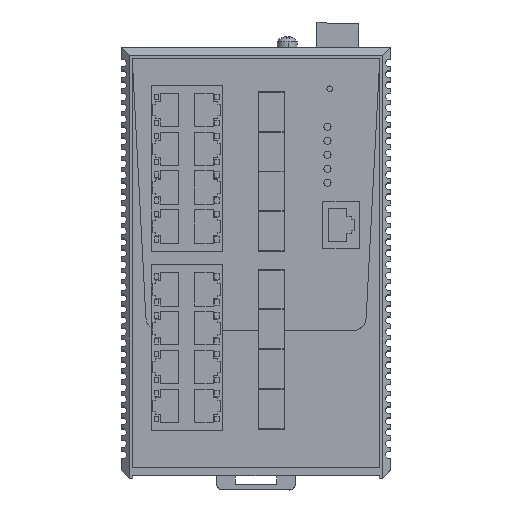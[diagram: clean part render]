
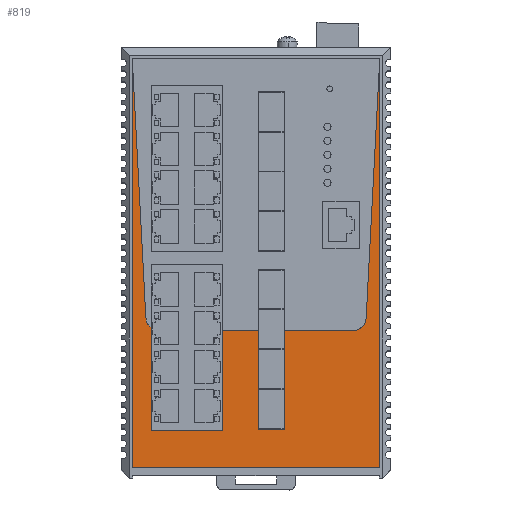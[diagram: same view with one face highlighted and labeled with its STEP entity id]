
A CAD part, top view. The second image highlights one B-rep face of the part: STEP entity #819.
In plain terms, the highlighted planar face has unit normal (0, 0, 1).
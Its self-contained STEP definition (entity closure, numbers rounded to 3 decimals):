
#520=AXIS2_PLACEMENT_3D('Circle Axis2P3D',#518,#519,$) ;
#643=AXIS2_PLACEMENT_3D('Circle Axis2P3D',#641,#642,$) ;
#757=AXIS2_PLACEMENT_3D('Plane Axis2P3D',#754,#755,#756) ;
#373=CARTESIAN_POINT('Vertex',(36.17,56.667,118.4)) ;
#376=CARTESIAN_POINT('Line Origine',(42.585,56.667,118.4)) ;
#380=CARTESIAN_POINT('Vertex',(49.,56.667,118.4)) ;
#396=CARTESIAN_POINT('Line Origine',(49.,39.06,118.4)) ;
#400=CARTESIAN_POINT('Vertex',(49.,21.452,118.4)) ;
#457=CARTESIAN_POINT('Line Origine',(58.453,39.06,118.4)) ;
#461=CARTESIAN_POINT('Vertex',(58.453,21.452,118.4)) ;
#463=CARTESIAN_POINT('Vertex',(58.453,56.667,118.4)) ;
#493=CARTESIAN_POINT('Line Origine',(70.504,56.667,118.4)) ;
#497=CARTESIAN_POINT('Vertex',(82.554,56.667,118.4)) ;
#518=CARTESIAN_POINT('Axis2P3D Location',(82.554,61.667,118.4)) ;
#522=CARTESIAN_POINT('Vertex',(87.547,61.405,118.4)) ;
#543=CARTESIAN_POINT('Line Origine',(89.974,107.702,118.4)) ;
#547=CARTESIAN_POINT('Vertex',(92.4,154.,118.4)) ;
#586=CARTESIAN_POINT('Vertex',(4.,154.,118.4)) ;
#609=CARTESIAN_POINT('Line Origine',(6.426,107.702,118.4)) ;
#613=CARTESIAN_POINT('Vertex',(8.853,61.405,118.4)) ;
#638=CARTESIAN_POINT('Vertex',(10.75,57.74,118.4)) ;
#641=CARTESIAN_POINT('Axis2P3D Location',(13.846,61.667,118.4)) ;
#754=CARTESIAN_POINT('Axis2P3D Location',(48.2,81.,118.4)) ;
#759=CARTESIAN_POINT('Line Origine',(4.,81.,118.4)) ;
#763=CARTESIAN_POINT('Vertex',(4.,8.,118.4)) ;
#766=CARTESIAN_POINT('Line Origine',(48.2,8.,118.4)) ;
#770=CARTESIAN_POINT('Vertex',(92.4,8.,118.4)) ;
#773=CARTESIAN_POINT('Line Origine',(92.4,81.,118.4)) ;
#778=CARTESIAN_POINT('Line Origine',(53.727,21.452,118.4)) ;
#783=CARTESIAN_POINT('Line Origine',(36.17,38.843,118.4)) ;
#787=CARTESIAN_POINT('Vertex',(36.17,21.02,118.4)) ;
#790=CARTESIAN_POINT('Line Origine',(23.46,21.02,118.4)) ;
#794=CARTESIAN_POINT('Vertex',(10.75,21.02,118.4)) ;
#797=CARTESIAN_POINT('Line Origine',(10.75,39.38,118.4)) ;
#377=DIRECTION('Vector Direction',(-1.,0.,0.)) ;
#397=DIRECTION('Vector Direction',(0.,-1.,0.)) ;
#458=DIRECTION('Vector Direction',(0.,1.,0.)) ;
#494=DIRECTION('Vector Direction',(-1.,0.,0.)) ;
#519=DIRECTION('Axis2P3D Direction',(0.,0.,1.)) ;
#544=DIRECTION('Vector Direction',(0.052,0.999,0.)) ;
#610=DIRECTION('Vector Direction',(-0.052,0.999,0.)) ;
#642=DIRECTION('Axis2P3D Direction',(0.,0.,1.)) ;
#755=DIRECTION('Axis2P3D Direction',(0.,0.,1.)) ;
#756=DIRECTION('Axis2P3D XDirection',(1.,0.,0.)) ;
#760=DIRECTION('Vector Direction',(0.,-1.,0.)) ;
#767=DIRECTION('Vector Direction',(-1.,0.,0.)) ;
#774=DIRECTION('Vector Direction',(0.,-1.,0.)) ;
#779=DIRECTION('Vector Direction',(1.,0.,0.)) ;
#784=DIRECTION('Vector Direction',(0.,1.,0.)) ;
#791=DIRECTION('Vector Direction',(1.,0.,0.)) ;
#798=DIRECTION('Vector Direction',(0.,-1.,0.)) ;
#378=VECTOR('Line Direction',#377,1.) ;
#398=VECTOR('Line Direction',#397,1.) ;
#459=VECTOR('Line Direction',#458,1.) ;
#495=VECTOR('Line Direction',#494,1.) ;
#545=VECTOR('Line Direction',#544,1.) ;
#611=VECTOR('Line Direction',#610,1.) ;
#761=VECTOR('Line Direction',#760,1.) ;
#768=VECTOR('Line Direction',#767,1.) ;
#775=VECTOR('Line Direction',#774,1.) ;
#780=VECTOR('Line Direction',#779,1.) ;
#785=VECTOR('Line Direction',#784,1.) ;
#792=VECTOR('Line Direction',#791,1.) ;
#799=VECTOR('Line Direction',#798,1.) ;
#803=ORIENTED_EDGE('',*,*,#645,.F.) ;
#804=ORIENTED_EDGE('',*,*,#615,.F.) ;
#805=ORIENTED_EDGE('',*,*,#765,.T.) ;
#806=ORIENTED_EDGE('',*,*,#772,.F.) ;
#807=ORIENTED_EDGE('',*,*,#777,.F.) ;
#808=ORIENTED_EDGE('',*,*,#549,.F.) ;
#809=ORIENTED_EDGE('',*,*,#524,.F.) ;
#810=ORIENTED_EDGE('',*,*,#499,.T.) ;
#811=ORIENTED_EDGE('',*,*,#465,.F.) ;
#812=ORIENTED_EDGE('',*,*,#782,.F.) ;
#813=ORIENTED_EDGE('',*,*,#402,.F.) ;
#814=ORIENTED_EDGE('',*,*,#382,.T.) ;
#815=ORIENTED_EDGE('',*,*,#789,.F.) ;
#816=ORIENTED_EDGE('',*,*,#796,.F.) ;
#817=ORIENTED_EDGE('',*,*,#801,.F.) ;
#819=ADVANCED_FACE('SWITCH',(#818),#758,.T.) ;
#521=CIRCLE('generated circle',#520,5.) ;
#644=CIRCLE('generated circle',#643,5.) ;
#382=EDGE_CURVE('',#381,#374,#379,.T.) ;
#402=EDGE_CURVE('',#381,#401,#399,.T.) ;
#465=EDGE_CURVE('',#462,#464,#460,.T.) ;
#499=EDGE_CURVE('',#498,#464,#496,.T.) ;
#524=EDGE_CURVE('',#498,#523,#521,.T.) ;
#549=EDGE_CURVE('',#523,#548,#546,.T.) ;
#615=EDGE_CURVE('',#587,#614,#612,.F.) ;
#645=EDGE_CURVE('',#614,#639,#644,.T.) ;
#765=EDGE_CURVE('',#587,#764,#762,.T.) ;
#772=EDGE_CURVE('',#771,#764,#769,.T.) ;
#777=EDGE_CURVE('',#548,#771,#776,.T.) ;
#782=EDGE_CURVE('',#401,#462,#781,.T.) ;
#789=EDGE_CURVE('',#788,#374,#786,.T.) ;
#796=EDGE_CURVE('',#795,#788,#793,.T.) ;
#801=EDGE_CURVE('',#639,#795,#800,.T.) ;
#802=EDGE_LOOP('',(#803,#804,#805,#806,#807,#808,#809,#810,#811,#812,#813,#814,#815,#816,#817)) ;
#818=FACE_OUTER_BOUND('',#802,.T.) ;
#379=LINE('Line',#376,#378) ;
#399=LINE('Line',#396,#398) ;
#460=LINE('Line',#457,#459) ;
#496=LINE('Line',#493,#495) ;
#546=LINE('Line',#543,#545) ;
#612=LINE('Line',#609,#611) ;
#762=LINE('Line',#759,#761) ;
#769=LINE('Line',#766,#768) ;
#776=LINE('Line',#773,#775) ;
#781=LINE('Line',#778,#780) ;
#786=LINE('Line',#783,#785) ;
#793=LINE('Line',#790,#792) ;
#800=LINE('Line',#797,#799) ;
#758=PLANE('',#757) ;
#374=VERTEX_POINT('',#373) ;
#381=VERTEX_POINT('',#380) ;
#401=VERTEX_POINT('',#400) ;
#462=VERTEX_POINT('',#461) ;
#464=VERTEX_POINT('',#463) ;
#498=VERTEX_POINT('',#497) ;
#523=VERTEX_POINT('',#522) ;
#548=VERTEX_POINT('',#547) ;
#587=VERTEX_POINT('',#586) ;
#614=VERTEX_POINT('',#613) ;
#639=VERTEX_POINT('',#638) ;
#764=VERTEX_POINT('',#763) ;
#771=VERTEX_POINT('',#770) ;
#788=VERTEX_POINT('',#787) ;
#795=VERTEX_POINT('',#794) ;
